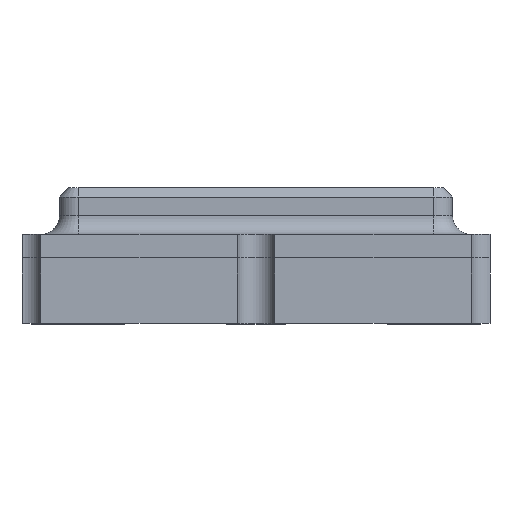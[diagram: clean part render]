
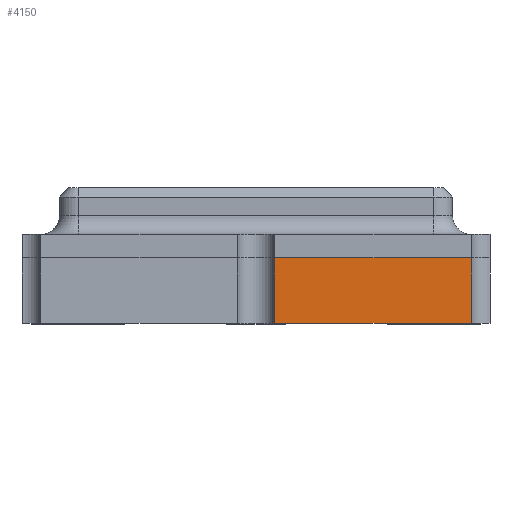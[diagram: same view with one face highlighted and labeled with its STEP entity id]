
A CAD part, front view. The second image highlights one B-rep face of the part: STEP entity #4150.
In plain terms, the highlighted planar face has unit normal (0, -1, 0).
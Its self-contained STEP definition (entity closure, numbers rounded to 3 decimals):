
#1341 = PLANE('',#1342);
#1342 = AXIS2_PLACEMENT_3D('',#1343,#1344,#1345);
#1343 = CARTESIAN_POINT('',(0.2,-2.5,0.7));
#1344 = DIRECTION('',(0.,1.,0.));
#1345 = DIRECTION('',(1.,0.,0.));
#2656 = VERTEX_POINT('',#2657);
#2657 = CARTESIAN_POINT('',(0.2,-2.5,0.7));
#2717 = CYLINDRICAL_SURFACE('',#2718,0.2);
#2718 = AXIS2_PLACEMENT_3D('',#2719,#2720,#2721);
#2719 = CARTESIAN_POINT('',(0.,-2.5,0.));
#2720 = DIRECTION('',(-0.,-0.,-1.));
#2721 = DIRECTION('',(1.,0.,0.));
#2735 = VERTEX_POINT('',#2736);
#2736 = CARTESIAN_POINT('',(2.3,-2.5,0.7));
#2757 = EDGE_CURVE('',#2656,#2735,#2758,.T.);
#2758 = SURFACE_CURVE('',#2759,(#2763,#2770),.PCURVE_S1.);
#2759 = LINE('',#2760,#2761);
#2760 = CARTESIAN_POINT('',(0.2,-2.5,0.7));
#2761 = VECTOR('',#2762,1.);
#2762 = DIRECTION('',(1.,0.,0.));
#2763 = PCURVE('',#1341,#2764);
#2764 = DEFINITIONAL_REPRESENTATION('',(#2765),#2769);
#2765 = LINE('',#2766,#2767);
#2766 = CARTESIAN_POINT('',(0.,0.));
#2767 = VECTOR('',#2768,1.);
#2768 = DIRECTION('',(1.,0.));
#2769 = ( GEOMETRIC_REPRESENTATION_CONTEXT(2) 
PARAMETRIC_REPRESENTATION_CONTEXT() REPRESENTATION_CONTEXT('2D SPACE',''
  ) );
#2770 = PCURVE('',#2771,#2776);
#2771 = PLANE('',#2772);
#2772 = AXIS2_PLACEMENT_3D('',#2773,#2774,#2775);
#2773 = CARTESIAN_POINT('',(0.2,-2.5,0.));
#2774 = DIRECTION('',(0.,1.,0.));
#2775 = DIRECTION('',(1.,0.,0.));
#2776 = DEFINITIONAL_REPRESENTATION('',(#2777),#2781);
#2777 = LINE('',#2778,#2779);
#2778 = CARTESIAN_POINT('',(0.,-0.7));
#2779 = VECTOR('',#2780,1.);
#2780 = DIRECTION('',(1.,0.));
#2781 = ( GEOMETRIC_REPRESENTATION_CONTEXT(2) 
PARAMETRIC_REPRESENTATION_CONTEXT() REPRESENTATION_CONTEXT('2D SPACE',''
  ) );
#2825 = CYLINDRICAL_SURFACE('',#2826,0.2);
#2826 = AXIS2_PLACEMENT_3D('',#2827,#2828,#2829);
#2827 = CARTESIAN_POINT('',(2.5,-2.5,0.));
#2828 = DIRECTION('',(-0.,-0.,-1.));
#2829 = DIRECTION('',(1.,0.,0.));
#3997 = EDGE_CURVE('',#3998,#2656,#4000,.T.);
#3998 = VERTEX_POINT('',#3999);
#3999 = CARTESIAN_POINT('',(0.2,-2.5,0.));
#4000 = SURFACE_CURVE('',#4001,(#4005,#4012),.PCURVE_S1.);
#4001 = LINE('',#4002,#4003);
#4002 = CARTESIAN_POINT('',(0.2,-2.5,0.));
#4003 = VECTOR('',#4004,1.);
#4004 = DIRECTION('',(0.,0.,1.));
#4005 = PCURVE('',#2717,#4006);
#4006 = DEFINITIONAL_REPRESENTATION('',(#4007),#4011);
#4007 = LINE('',#4008,#4009);
#4008 = CARTESIAN_POINT('',(-0.,0.));
#4009 = VECTOR('',#4010,1.);
#4010 = DIRECTION('',(-0.,-1.));
#4011 = ( GEOMETRIC_REPRESENTATION_CONTEXT(2) 
PARAMETRIC_REPRESENTATION_CONTEXT() REPRESENTATION_CONTEXT('2D SPACE',''
  ) );
#4012 = PCURVE('',#2771,#4013);
#4013 = DEFINITIONAL_REPRESENTATION('',(#4014),#4018);
#4014 = LINE('',#4015,#4016);
#4015 = CARTESIAN_POINT('',(0.,0.));
#4016 = VECTOR('',#4017,1.);
#4017 = DIRECTION('',(0.,-1.));
#4018 = ( GEOMETRIC_REPRESENTATION_CONTEXT(2) 
PARAMETRIC_REPRESENTATION_CONTEXT() REPRESENTATION_CONTEXT('2D SPACE',''
  ) );
#4061 = PLANE('',#4062);
#4062 = AXIS2_PLACEMENT_3D('',#4063,#4064,#4065);
#4063 = CARTESIAN_POINT('',(0.,0.,0.));
#4064 = DIRECTION('',(0.,0.,1.));
#4065 = DIRECTION('',(1.,0.,0.));
#4150 = ADVANCED_FACE('',(#4151),#2771,.F.);
#4151 = FACE_BOUND('',#4152,.F.);
#4152 = EDGE_LOOP('',(#4153,#4154,#4155,#4178));
#4153 = ORIENTED_EDGE('',*,*,#3997,.T.);
#4154 = ORIENTED_EDGE('',*,*,#2757,.T.);
#4155 = ORIENTED_EDGE('',*,*,#4156,.F.);
#4156 = EDGE_CURVE('',#4157,#2735,#4159,.T.);
#4157 = VERTEX_POINT('',#4158);
#4158 = CARTESIAN_POINT('',(2.3,-2.5,0.));
#4159 = SURFACE_CURVE('',#4160,(#4164,#4171),.PCURVE_S1.);
#4160 = LINE('',#4161,#4162);
#4161 = CARTESIAN_POINT('',(2.3,-2.5,0.));
#4162 = VECTOR('',#4163,1.);
#4163 = DIRECTION('',(0.,0.,1.));
#4164 = PCURVE('',#2771,#4165);
#4165 = DEFINITIONAL_REPRESENTATION('',(#4166),#4170);
#4166 = LINE('',#4167,#4168);
#4167 = CARTESIAN_POINT('',(2.1,0.));
#4168 = VECTOR('',#4169,1.);
#4169 = DIRECTION('',(0.,-1.));
#4170 = ( GEOMETRIC_REPRESENTATION_CONTEXT(2) 
PARAMETRIC_REPRESENTATION_CONTEXT() REPRESENTATION_CONTEXT('2D SPACE',''
  ) );
#4171 = PCURVE('',#2825,#4172);
#4172 = DEFINITIONAL_REPRESENTATION('',(#4173),#4177);
#4173 = LINE('',#4174,#4175);
#4174 = CARTESIAN_POINT('',(-3.142,0.));
#4175 = VECTOR('',#4176,1.);
#4176 = DIRECTION('',(-0.,-1.));
#4177 = ( GEOMETRIC_REPRESENTATION_CONTEXT(2) 
PARAMETRIC_REPRESENTATION_CONTEXT() REPRESENTATION_CONTEXT('2D SPACE',''
  ) );
#4178 = ORIENTED_EDGE('',*,*,#4179,.F.);
#4179 = EDGE_CURVE('',#3998,#4157,#4180,.T.);
#4180 = SURFACE_CURVE('',#4181,(#4185,#4192),.PCURVE_S1.);
#4181 = LINE('',#4182,#4183);
#4182 = CARTESIAN_POINT('',(0.2,-2.5,0.));
#4183 = VECTOR('',#4184,1.);
#4184 = DIRECTION('',(1.,0.,0.));
#4185 = PCURVE('',#2771,#4186);
#4186 = DEFINITIONAL_REPRESENTATION('',(#4187),#4191);
#4187 = LINE('',#4188,#4189);
#4188 = CARTESIAN_POINT('',(0.,0.));
#4189 = VECTOR('',#4190,1.);
#4190 = DIRECTION('',(1.,0.));
#4191 = ( GEOMETRIC_REPRESENTATION_CONTEXT(2) 
PARAMETRIC_REPRESENTATION_CONTEXT() REPRESENTATION_CONTEXT('2D SPACE',''
  ) );
#4192 = PCURVE('',#4061,#4193);
#4193 = DEFINITIONAL_REPRESENTATION('',(#4194),#4198);
#4194 = LINE('',#4195,#4196);
#4195 = CARTESIAN_POINT('',(0.2,-2.5));
#4196 = VECTOR('',#4197,1.);
#4197 = DIRECTION('',(1.,0.));
#4198 = ( GEOMETRIC_REPRESENTATION_CONTEXT(2) 
PARAMETRIC_REPRESENTATION_CONTEXT() REPRESENTATION_CONTEXT('2D SPACE',''
  ) );
